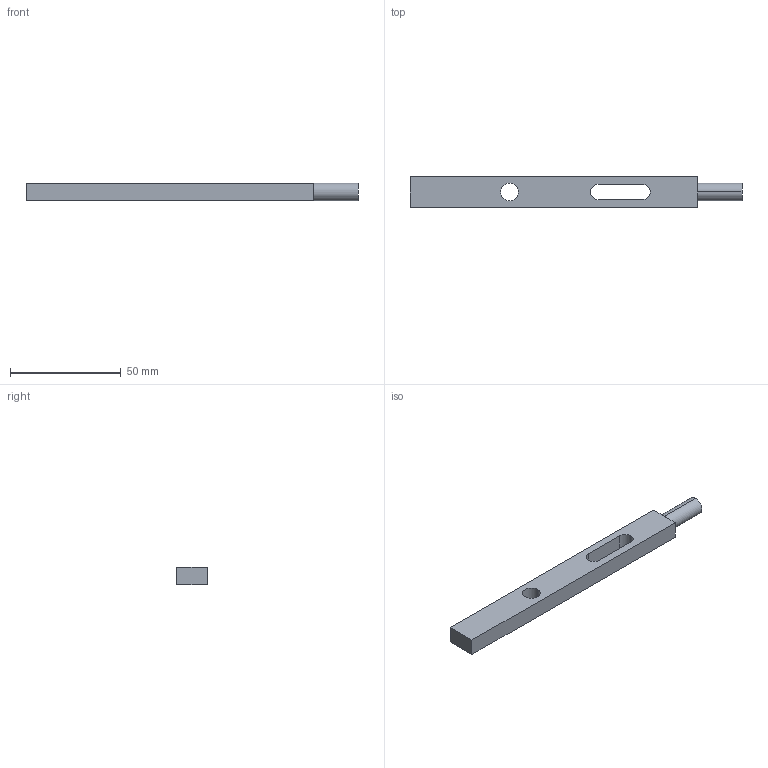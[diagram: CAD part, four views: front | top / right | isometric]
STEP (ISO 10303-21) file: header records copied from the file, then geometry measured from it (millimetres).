
FILE_DESCRIPTION (( 'STEP AP214' ), '1' );
FILE_NAME ('Verrou2.STEP', '2021-04-17T18:40:59', ( '' ), ( '' ), 'SwSTEP 2.0', 'SolidWorks 2020', '' );
FILE_SCHEMA (( 'AUTOMOTIVE_DESIGN' ));
Length unit declared in the file: millimetre
Products named in the file (1): Verrou2
Bounding box: 150 x 14 x 8 mm (x, y, z)
Volume: 13735.3 mm3; surface area: 6686.1 mm2
Topology: 1 solids, 1 shells, 17 faces, 41 edges, 26 vertices
Faces by surface type: plane 10, cylinder 7
Entity records: 539 total; most frequent: DIRECTION 91, CARTESIAN_POINT 85, ORIENTED_EDGE 82, EDGE_CURVE 41, AXIS2_PLACEMENT_3D 32, VECTOR 27, LINE 27, VERTEX_POINT 26
